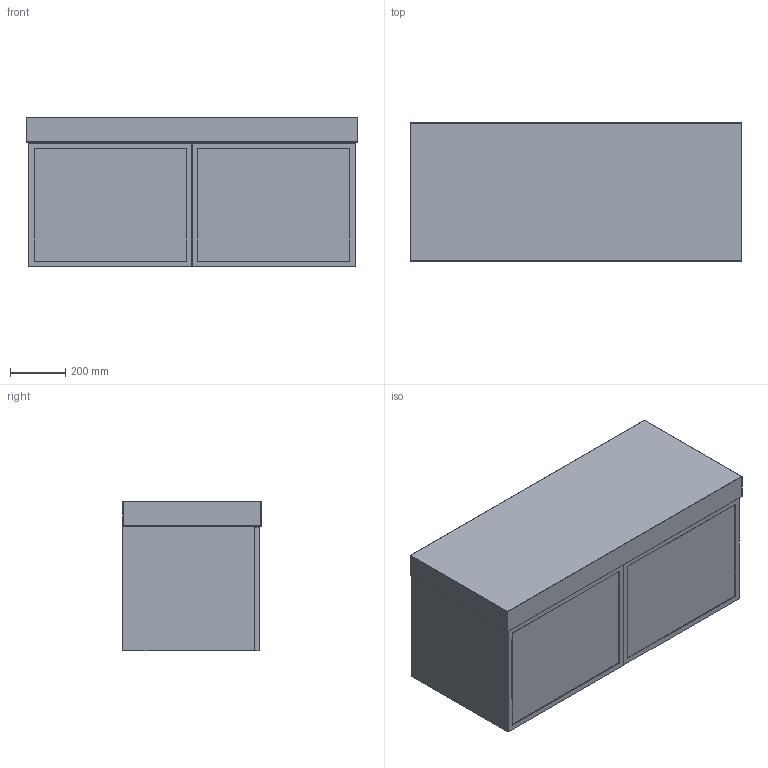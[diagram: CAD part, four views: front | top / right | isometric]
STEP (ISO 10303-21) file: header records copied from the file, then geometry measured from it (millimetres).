
FILE_DESCRIPTION(/* description */ (''),/* implementation_level */ '2;1');
FILE_NAME(/* name */ 'Kado Lux Slim 1200 (90MM)',/* time_stamp */ '2025-07-09T15:05:06+10:00',/* author */ (''),/* organization */ (''),/* preprocessor_version */ 'ST-DEVELOPER v16.5',/* originating_system */ '',/* authorisation */ '');
FILE_SCHEMA (('AUTOMOTIVE_DESIGN'));
Length unit declared in the file: millimetre
Products named in the file (9): Document; Kado Lux Slim 1200 (90MM); 90MM Under Counter Benchtop ALL; 1200 Benchtop (90mm)8; Kado Lux Slim ALL14; Kado Lux Slim 120013; Lux Slim Drawer Front 59012; Lux Slim Drawer Front 59023; Kado Lux Slim Carcass 12001011
Assembly tree (9 placements, depth 6):
  Document
    Kado Lux Slim 1200 (90MM)
      90MM Under Counter Benchtop ALL
        1200 Benchtop (90mm)8
      Kado Lux Slim ALL14
        Kado Lux Slim 120013
          Lux Slim Drawer Front 59012  x2
            Lux Slim Drawer Front 59023
          Kado Lux Slim Carcass 12001011
Bounding box: 1200 x 500 x 540 mm (x, y, z)
Volume: 43244094.2 mm3; surface area: 6197850.8 mm2
Topology: 8 solids, 8 shells, 80 faces, 169 edges, 102 vertices
Faces by surface type: plane 63, cylinder 11, bspline 6
Entity records: 2071 total; most frequent: CARTESIAN_POINT 740, ORIENTED_EDGE 278, EDGE_CURVE 139, B_SPLINE_CURVE_WITH_KNOTS 119, DIRECTION 105, VERTEX_POINT 86, AXIS2_PLACEMENT_3D 84, EDGE_LOOP 71
